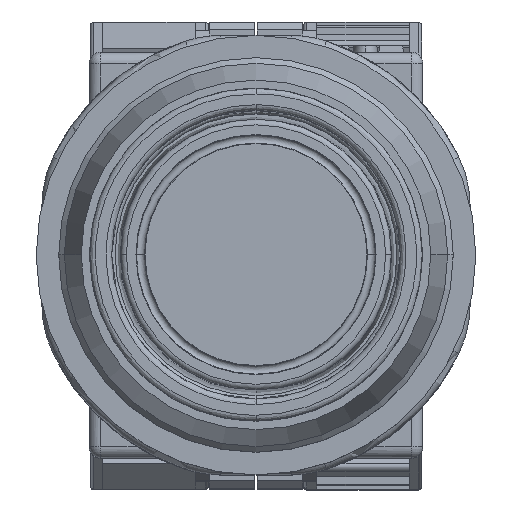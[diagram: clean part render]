
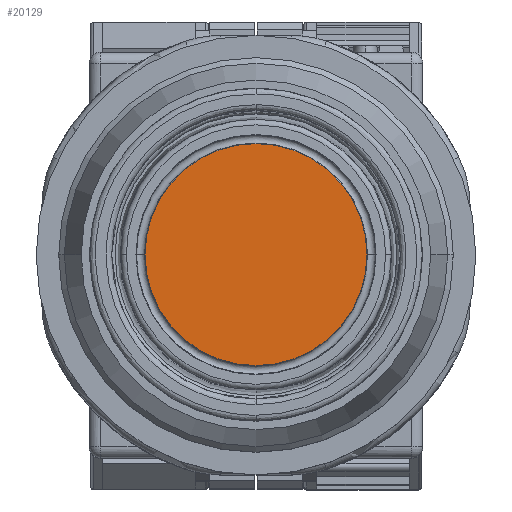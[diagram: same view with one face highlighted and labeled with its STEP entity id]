
A CAD part, top view. The second image highlights one B-rep face of the part: STEP entity #20129.
In plain terms, the highlighted planar face has unit normal (0, 0, 1).
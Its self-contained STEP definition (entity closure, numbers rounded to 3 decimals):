
#1713 = ORIENTED_EDGE ( 'NONE', *, *, #8007, .F. ) ;
#2071 = CARTESIAN_POINT ( 'NONE',  ( 0., 0., 48.1 ) ) ;
#3720 = VERTEX_POINT ( 'NONE', #12215 ) ;
#4902 = ORIENTED_EDGE ( 'NONE', *, *, #6694, .F. ) ;
#6694 = EDGE_CURVE ( 'NONE', #3720, #24645, #24084, .T. ) ;
#8007 = EDGE_CURVE ( 'NONE', #24645, #3720, #16595, .T. ) ;
#12215 = CARTESIAN_POINT ( 'NONE',  ( 0., 9.85, 48.1 ) ) ;
#13398 = AXIS2_PLACEMENT_3D ( 'NONE', #22511, #19064, #15605 ) ;
#15003 = DIRECTION ( 'NONE',  ( 0., 1., 0. ) ) ;
#15605 = DIRECTION ( 'NONE',  ( -1., 0., 0. ) ) ;
#16595 = CIRCLE ( 'NONE', #30125, 9.85 ) ;
#16871 = FACE_OUTER_BOUND ( 'NONE', #23791, .T. ) ;
#18468 = DIRECTION ( 'NONE',  ( 0., 0., -1. ) ) ;
#19064 = DIRECTION ( 'NONE',  ( 0., 0., -1. ) ) ;
#19764 = DIRECTION ( 'NONE',  ( 0., 1., 0. ) ) ;
#20129 = ADVANCED_FACE ( 'NONE', ( #16871 ), #29355, .F. ) ;
#22511 = CARTESIAN_POINT ( 'NONE',  ( 0., 12., 48.1 ) ) ;
#23231 = DIRECTION ( 'NONE',  ( 0., 0., -1. ) ) ;
#23791 = EDGE_LOOP ( 'NONE', ( #4902, #1713 ) ) ;
#24084 = CIRCLE ( 'NONE', #27764, 9.85 ) ;
#24645 = VERTEX_POINT ( 'NONE', #26567 ) ;
#26567 = CARTESIAN_POINT ( 'NONE',  ( 0., -9.85, 48.1 ) ) ;
#27764 = AXIS2_PLACEMENT_3D ( 'NONE', #2071, #18468, #15003 ) ;
#29355 = PLANE ( 'NONE',  #13398 ) ;
#30125 = AXIS2_PLACEMENT_3D ( 'NONE', #33519, #23231, #19764 ) ;
#33519 = CARTESIAN_POINT ( 'NONE',  ( 0., 0., 48.1 ) ) ;
